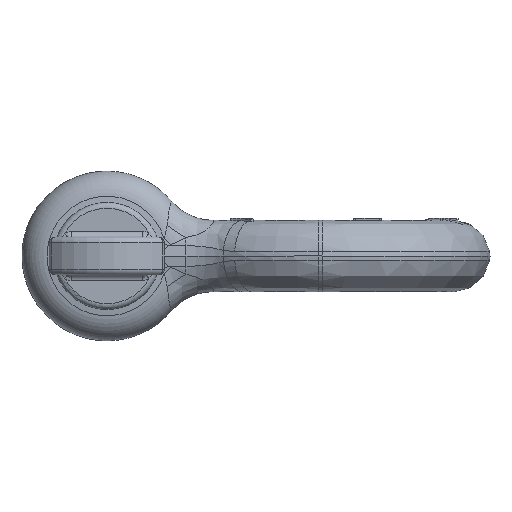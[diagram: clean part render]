
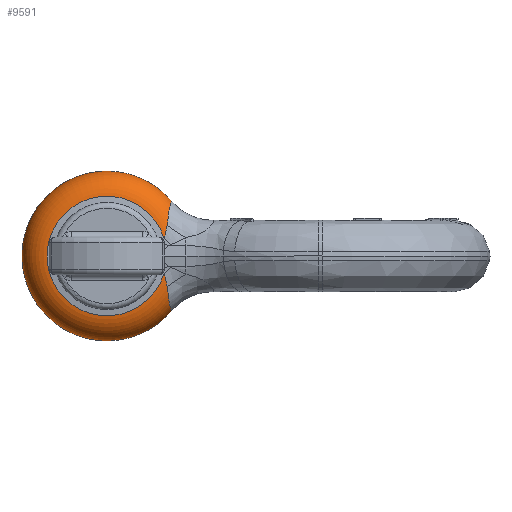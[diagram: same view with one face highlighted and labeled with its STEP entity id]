
A CAD part, left-side view. The second image highlights one B-rep face of the part: STEP entity #9591.
In plain terms, the highlighted toroidal (fillet/blend) face has major radius 20.066 mm and minor radius 10.16 mm.
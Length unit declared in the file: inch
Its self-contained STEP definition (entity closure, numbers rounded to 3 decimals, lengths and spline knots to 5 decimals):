
#3179=CARTESIAN_POINT('',(-1.74201,0.,0.));
#3180=DIRECTION('',(1.,0.,0.));
#3181=DIRECTION('',(0.,-0.956,-0.294));
#3182=AXIS2_PLACEMENT_3D('',#3179,#3180,#3181);
#3196=CARTESIAN_POINT('',(-1.74201,-0.80171,
-0.24651));
#3243=CARTESIAN_POINT('',(-1.35828,-0.90967,
-0.76686));
#3244=CARTESIAN_POINT('',(-1.37724,-0.90859,
-0.76717));
#3245=CARTESIAN_POINT('',(-1.41477,-0.90566,
-0.76453));
#3246=CARTESIAN_POINT('',(-1.46898,-0.8993,
-0.751));
#3247=CARTESIAN_POINT('',(-1.51958,-0.89159,
-0.72835));
#3248=CARTESIAN_POINT('',(-1.56613,-0.88316,
-0.69652));
#3249=CARTESIAN_POINT('',(-1.60805,-0.87464,
-0.6556));
#3250=CARTESIAN_POINT('',(-1.6469,-0.86604,
-0.60188));
#3251=CARTESIAN_POINT('',(-1.67834,-0.85859,
-0.5378));
#3252=CARTESIAN_POINT('',(-1.69856,-0.85292,
-0.4796));
#3253=CARTESIAN_POINT('',(-1.70826,-0.84888,
-0.44387));
#3254=CARTESIAN_POINT('',(-1.71273,-0.84555,
-0.42732));
#3272=CARTESIAN_POINT('',(-0.99096,-0.81685,
-0.53446));
#3273=CARTESIAN_POINT('',(-1.00122,-0.82804,
-0.55298));
#3274=CARTESIAN_POINT('',(-1.02478,-0.84797,
-0.58978));
#3275=CARTESIAN_POINT('',(-1.06974,-0.8723,
-0.64167));
#3276=CARTESIAN_POINT('',(-1.12141,-0.89029,
-0.6859));
#3277=CARTESIAN_POINT('',(-1.17776,-0.90256,
-0.72113));
#3278=CARTESIAN_POINT('',(-1.2372,-0.9096,
-0.74683));
#3279=CARTESIAN_POINT('',(-1.29797,-0.91195,
-0.76262));
#3280=CARTESIAN_POINT('',(-1.33835,-0.91081,
-0.76653));
#3281=CARTESIAN_POINT('',(-1.35828,-0.90967,
-0.76686));
#3296=CARTESIAN_POINT('',(-0.94799,-0.70169,
-0.45949));
#3297=CARTESIAN_POINT('',(-0.94864,-0.70858,
-0.45865));
#3298=CARTESIAN_POINT('',(-0.95023,-0.72232,
-0.45815));
#3299=CARTESIAN_POINT('',(-0.95408,-0.74357,
-0.46251));
#3300=CARTESIAN_POINT('',(-0.95962,-0.76367,
-0.47257));
#3301=CARTESIAN_POINT('',(-0.96724,-0.78265,
-0.48821));
#3302=CARTESIAN_POINT('',(-0.97744,-0.80054,
-0.50911));
#3303=CARTESIAN_POINT('',(-0.98607,-0.81151,
-0.52562));
#3304=CARTESIAN_POINT('',(-0.99096,-0.81685,
-0.53446));
#3346=CARTESIAN_POINT('',(-0.94799,0.,0.));
#3347=DIRECTION('',(-1.,0.,0.));
#3348=DIRECTION('',(0.,-0.837,0.548));
#3349=AXIS2_PLACEMENT_3D('',#3346,#3347,#3348);
#3395=CARTESIAN_POINT('',(-0.99096,-0.81685,
0.53446));
#3396=CARTESIAN_POINT('',(-0.98607,-0.81151,
0.52562));
#3397=CARTESIAN_POINT('',(-0.97744,-0.80054,
0.5091));
#3398=CARTESIAN_POINT('',(-0.96723,-0.78262,
0.48818));
#3399=CARTESIAN_POINT('',(-0.95959,-0.76357,
0.4725));
#3400=CARTESIAN_POINT('',(-0.95403,-0.74337,
0.46243));
#3401=CARTESIAN_POINT('',(-0.95019,-0.72208,
0.45814));
#3402=CARTESIAN_POINT('',(-0.94863,-0.70848,
0.45866));
#3403=CARTESIAN_POINT('',(-0.94799,-0.70169,
0.45949));
#3421=CARTESIAN_POINT('',(-1.35828,-0.90967,
0.76686));
#3422=CARTESIAN_POINT('',(-1.33835,-0.91081,
0.76653));
#3423=CARTESIAN_POINT('',(-1.29797,-0.91195,
0.76262));
#3424=CARTESIAN_POINT('',(-1.2372,-0.9096,
0.74683));
#3425=CARTESIAN_POINT('',(-1.17777,-0.90256,
0.72113));
#3426=CARTESIAN_POINT('',(-1.12141,-0.89029,
0.6859));
#3427=CARTESIAN_POINT('',(-1.06974,-0.8723,
0.64167));
#3428=CARTESIAN_POINT('',(-1.02478,-0.84797,
0.58978));
#3429=CARTESIAN_POINT('',(-1.00122,-0.82804,
0.55298));
#3430=CARTESIAN_POINT('',(-0.99096,-0.81685,
0.53446));
#3454=CARTESIAN_POINT('',(-1.71273,-0.84555,
0.42732));
#3455=CARTESIAN_POINT('',(-1.70826,-0.84888,
0.44387));
#3456=CARTESIAN_POINT('',(-1.69856,-0.85292,
0.47961));
#3457=CARTESIAN_POINT('',(-1.67836,-0.85858,
0.53776));
#3458=CARTESIAN_POINT('',(-1.64693,-0.86603,
0.60183));
#3459=CARTESIAN_POINT('',(-1.60807,-0.87464,
0.65558));
#3460=CARTESIAN_POINT('',(-1.56615,-0.88316,
0.69651));
#3461=CARTESIAN_POINT('',(-1.5196,-0.89159,
0.72835));
#3462=CARTESIAN_POINT('',(-1.46899,-0.8993,
0.751));
#3463=CARTESIAN_POINT('',(-1.41478,-0.90566,
0.76453));
#3464=CARTESIAN_POINT('',(-1.37724,-0.90859,
0.76717));
#3465=CARTESIAN_POINT('',(-1.35828,-0.90967,
0.76686));
#3583=CARTESIAN_POINT('',(-1.74202,-0.8017,
0.24649));
#3584=CARTESIAN_POINT('',(-1.74069,-0.80785,
0.26317));
#3585=CARTESIAN_POINT('',(-1.7373,-0.81783,
0.29936));
#3586=CARTESIAN_POINT('',(-1.72858,-0.83187,
0.35942));
#3587=CARTESIAN_POINT('',(-1.71898,-0.84093,
0.40407));
#3588=CARTESIAN_POINT('',(-1.71273,-0.84555,
0.42732));
#3609=CARTESIAN_POINT('',(-1.71273,-0.84555,
-0.42732));
#3610=CARTESIAN_POINT('',(-1.71901,-0.84091,
-0.40396));
#3611=CARTESIAN_POINT('',(-1.72862,-0.83181,
-0.35917));
#3612=CARTESIAN_POINT('',(-1.73732,-0.81778,
-0.29917));
#3613=CARTESIAN_POINT('',(-1.7407,-0.80783,
-0.26309));
#3614=CARTESIAN_POINT('',(-1.74201,-0.80171,
-0.24651));
#3826=VERTEX_POINT('',#3196);
#3829=VERTEX_POINT('',#3609);
#3831=VERTEX_POINT('',#3243);
#3834=VERTEX_POINT('',#3421);
#3835=VERTEX_POINT('',#3430);
#3837=VERTEX_POINT('',#3403);
#3840=VERTEX_POINT('',#3296);
#3841=VERTEX_POINT('',#3304);
#3843=VERTEX_POINT('',#3454);
#3845=VERTEX_POINT('',#3583);
#9573=CARTESIAN_POINT('',(-1.345,0.,0.));
#9574=DIRECTION('',(1.,0.,0.));
#9575=DIRECTION('',(0.,-1.,0.));
#9576=AXIS2_PLACEMENT_3D('',#9573,#9574,#9575);
#9577=TOROIDAL_SURFACE('',#9576,0.79,0.4);
#9579=ORIENTED_EDGE('',*,*,#9578,.F.);
#9580=ORIENTED_EDGE('',*,*,#8952,.F.);
#9581=ORIENTED_EDGE('',*,*,#8999,.F.);
#9582=ORIENTED_EDGE('',*,*,#9046,.F.);
#9583=ORIENTED_EDGE('',*,*,#9115,.F.);
#9584=ORIENTED_EDGE('',*,*,#9199,.F.);
#9585=ORIENTED_EDGE('',*,*,#9245,.F.);
#9586=ORIENTED_EDGE('',*,*,#9308,.F.);
#9587=ORIENTED_EDGE('',*,*,#9567,.F.);
#9588=ORIENTED_EDGE('',*,*,#8775,.F.);
#9589=EDGE_LOOP('',(#9579,#9580,#9581,#9582,#9583,#9584,#9585,#9586,#9587,
#9588));
#9590=FACE_OUTER_BOUND('',#9589,.F.);
#9591=ADVANCED_FACE('',(#9590),#9577,.T.);
#3183=CIRCLE('',#3182,0.83875);
#3255=B_SPLINE_CURVE_WITH_KNOTS('',3,(#3243,#3244,#3245,#3246,#3247,#3248,#3249,
#3250,#3251,#3252,#3253,#3254),.UNSPECIFIED.,.F.,.F.,(4,1,1,1,1,1,1,1,1,4),
(0.,0.11111,0.22222,0.33333,0.44444,
0.55556,0.66667,0.77778,0.88889,1.),
.UNSPECIFIED.);
#3282=B_SPLINE_CURVE_WITH_KNOTS('',3,(#3272,#3273,#3274,#3275,#3276,#3277,#3278,
#3279,#3280,#3281),.UNSPECIFIED.,.F.,.F.,(4,1,1,1,1,1,1,4),(0.,
0.14286,0.28571,0.42857,0.57143,
0.71429,0.85714,1.),.UNSPECIFIED.);
#3305=B_SPLINE_CURVE_WITH_KNOTS('',3,(#3296,#3297,#3298,#3299,#3300,#3301,#3302,
#3303,#3304),.UNSPECIFIED.,.F.,.F.,(4,1,1,1,1,1,4),(0.,0.16667,
0.33333,0.5,0.66667,0.83333,1.),
.UNSPECIFIED.);
#3350=CIRCLE('',#3349,0.83875);
#3404=B_SPLINE_CURVE_WITH_KNOTS('',3,(#3395,#3396,#3397,#3398,#3399,#3400,#3401,
#3402,#3403),.UNSPECIFIED.,.F.,.F.,(4,1,1,1,1,1,4),(0.,0.16667,
0.33333,0.5,0.66667,0.83333,1.),
.UNSPECIFIED.);
#3431=B_SPLINE_CURVE_WITH_KNOTS('',3,(#3421,#3422,#3423,#3424,#3425,#3426,#3427,
#3428,#3429,#3430),.UNSPECIFIED.,.F.,.F.,(4,1,1,1,1,1,1,4),(0.,
0.14286,0.28571,0.42857,0.57143,
0.71429,0.85714,1.),.UNSPECIFIED.);
#3466=B_SPLINE_CURVE_WITH_KNOTS('',3,(#3454,#3455,#3456,#3457,#3458,#3459,#3460,
#3461,#3462,#3463,#3464,#3465),.UNSPECIFIED.,.F.,.F.,(4,1,1,1,1,1,1,1,1,4),
(0.,0.11111,0.22222,0.33333,0.44444,
0.55556,0.66667,0.77778,0.88889,1.),
.UNSPECIFIED.);
#3589=B_SPLINE_CURVE_WITH_KNOTS('',3,(#3583,#3584,#3585,#3586,#3587,#3588),
.UNSPECIFIED.,.F.,.F.,(4,1,1,4),(0.,0.33333,0.66667,1.),
.UNSPECIFIED.);
#3615=B_SPLINE_CURVE_WITH_KNOTS('',3,(#3609,#3610,#3611,#3612,#3613,#3614),
.UNSPECIFIED.,.F.,.F.,(4,1,1,4),(0.,0.33333,0.66667,1.),
.UNSPECIFIED.);
#8775=EDGE_CURVE('',#3826,#3845,#3183,.T.);
#8952=EDGE_CURVE('',#3831,#3829,#3255,.T.);
#8999=EDGE_CURVE('',#3841,#3831,#3282,.T.);
#9046=EDGE_CURVE('',#3840,#3841,#3305,.T.);
#9115=EDGE_CURVE('',#3837,#3840,#3350,.T.);
#9199=EDGE_CURVE('',#3835,#3837,#3404,.T.);
#9245=EDGE_CURVE('',#3834,#3835,#3431,.T.);
#9308=EDGE_CURVE('',#3843,#3834,#3466,.T.);
#9567=EDGE_CURVE('',#3845,#3843,#3589,.T.);
#9578=EDGE_CURVE('',#3829,#3826,#3615,.T.);
